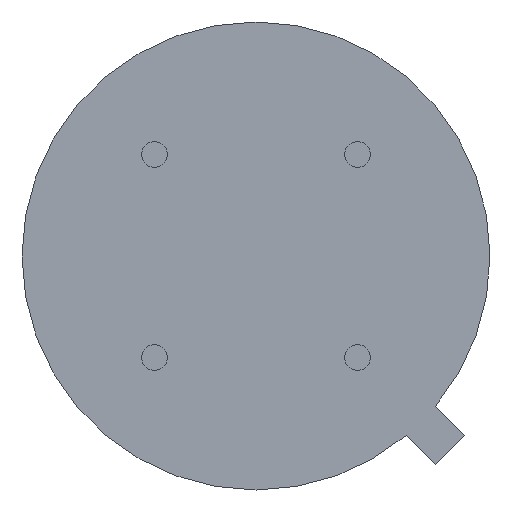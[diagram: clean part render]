
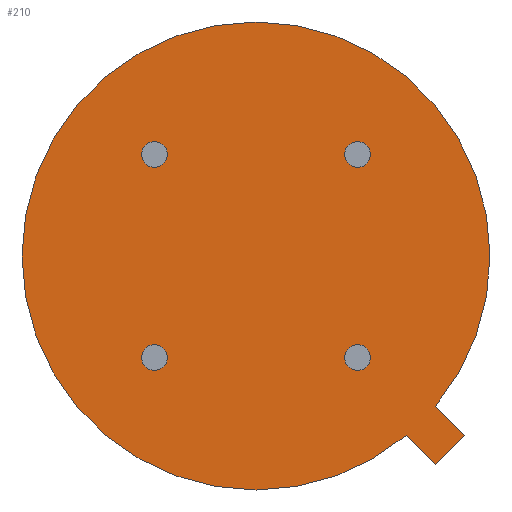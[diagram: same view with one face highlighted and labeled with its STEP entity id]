
A CAD part, front view. The second image highlights one B-rep face of the part: STEP entity #210.
In plain terms, the highlighted planar face has unit normal (0, -1, 0).
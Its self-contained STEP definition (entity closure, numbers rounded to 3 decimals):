
#1 = EDGE_CURVE ( 'NONE', #775, #778, #433, .T. ) ;
#2 = ORIENTED_EDGE ( 'NONE', *, *, #162, .F. ) ;
#3 = ORIENTED_EDGE ( 'NONE', *, *, #1, .T. ) ;
#7 = ORIENTED_EDGE ( 'NONE', *, *, #11, .T. ) ;
#11 = EDGE_CURVE ( 'NONE', #778, #352, #436, .T. ) ;
#65 = ORIENTED_EDGE ( 'NONE', *, *, #181, .T. ) ;
#93 = ORIENTED_EDGE ( 'NONE', *, *, #351, .T. ) ;
#118 = VERTEX_POINT ( 'NONE', #799 ) ;
#122 = EDGE_CURVE ( 'NONE', #180, #118, #815, .T. ) ;
#148 = VERTEX_POINT ( 'NONE', #928 ) ;
#156 = VERTEX_POINT ( 'NONE', #975 ) ;
#161 = VERTEX_POINT ( 'NONE', #1023 ) ;
#162 = EDGE_CURVE ( 'NONE', #156, #161, #1025, .T. ) ;
#166 = VERTEX_POINT ( 'NONE', #1008 ) ;
#171 = VERTEX_POINT ( 'NONE', #999 ) ;
#177 = EDGE_CURVE ( 'NONE', #166, #171, #1072, .T. ) ;
#180 = VERTEX_POINT ( 'NONE', #1039 ) ;
#181 = EDGE_CURVE ( 'NONE', #148, #245, #1073, .T. ) ;
#183 = ORIENTED_EDGE ( 'NONE', *, *, #205, .F. ) ;
#192 = EDGE_CURVE ( 'NONE', #195, #277, #1093, .T. ) ;
#195 = VERTEX_POINT ( 'NONE', #1078 ) ;
#200 = ORIENTED_EDGE ( 'NONE', *, *, #202, .F. ) ;
#201 = EDGE_LOOP ( 'NONE', ( #203, #65, #93, #3, #7, #291 ) ) ;
#202 = EDGE_CURVE ( 'NONE', #171, #166, #1088, .T. ) ;
#203 = ORIENTED_EDGE ( 'NONE', *, *, #234, .T. ) ;
#204 = ORIENTED_EDGE ( 'NONE', *, *, #177, .F. ) ;
#205 = EDGE_CURVE ( 'NONE', #277, #195, #1126, .T. ) ;
#206 = EDGE_LOOP ( 'NONE', ( #183, #207 ) ) ;
#207 = ORIENTED_EDGE ( 'NONE', *, *, #192, .F. ) ;
#210 = ADVANCED_FACE ( 'NONE', ( #1135, #1127, #1142, #1120, #1129 ), #1118, .F. ) ;
#217 = VERTEX_POINT ( 'NONE', #1180 ) ;
#234 = EDGE_CURVE ( 'NONE', #217, #148, #1245, .T. ) ;
#245 = VERTEX_POINT ( 'NONE', #1249 ) ;
#265 = EDGE_LOOP ( 'NONE', ( #200, #204 ) ) ;
#277 = VERTEX_POINT ( 'NONE', #1340 ) ;
#290 = ORIENTED_EDGE ( 'NONE', *, *, #383, .F. ) ;
#291 = ORIENTED_EDGE ( 'NONE', *, *, #292, .T. ) ;
#292 = EDGE_CURVE ( 'NONE', #352, #217, #1393, .T. ) ;
#293 = EDGE_CURVE ( 'NONE', #118, #180, #1358, .T. ) ;
#294 = EDGE_LOOP ( 'NONE', ( #295, #382 ) ) ;
#295 = ORIENTED_EDGE ( 'NONE', *, *, #293, .F. ) ;
#351 = EDGE_CURVE ( 'NONE', #245, #775, #1584, .T. ) ;
#352 = VERTEX_POINT ( 'NONE', #1616 ) ;
#379 = EDGE_LOOP ( 'NONE', ( #290, #2 ) ) ;
#382 = ORIENTED_EDGE ( 'NONE', *, *, #122, .F. ) ;
#383 = EDGE_CURVE ( 'NONE', #161, #156, #1720, .T. ) ;
#418 = DIRECTION ( 'NONE',  ( 0.707, 0., 0.707 ) ) ;
#419 = VECTOR ( 'NONE', #418, 1000. ) ;
#420 = CARTESIAN_POINT ( 'NONE',  ( 4.064, 0., -3.491 ) ) ;
#430 = DIRECTION ( 'NONE',  ( 0.707, 0., -0.707 ) ) ;
#431 = VECTOR ( 'NONE', #430, 1000. ) ;
#432 = CARTESIAN_POINT ( 'NONE',  ( 2.918, 0., -3.491 ) ) ;
#433 = LINE ( 'NONE', #432, #431 ) ;
#436 = LINE ( 'NONE', #420, #419 ) ;
#775 = VERTEX_POINT ( 'NONE', #1949 ) ;
#778 = VERTEX_POINT ( 'NONE', #1983 ) ;
#799 = CARTESIAN_POINT ( 'NONE',  ( 1.976, 0., -1.726 ) ) ;
#806 = AXIS2_PLACEMENT_3D ( 'NONE', #819, #858, #857 ) ;
#815 = CIRCLE ( 'NONE', #806, 0.25 ) ;
#819 = CARTESIAN_POINT ( 'NONE',  ( 1.976, 0., -1.976 ) ) ;
#857 = DIRECTION ( 'NONE',  ( 0., 0., 1. ) ) ;
#858 = DIRECTION ( 'NONE',  ( 0., -1., 0. ) ) ;
#928 = CARTESIAN_POINT ( 'NONE',  ( 0., 0., 4.55 ) ) ;
#975 = CARTESIAN_POINT ( 'NONE',  ( 1.976, 0., 1.726 ) ) ;
#999 = CARTESIAN_POINT ( 'NONE',  ( -1.976, 0., 2.226 ) ) ;
#1008 = CARTESIAN_POINT ( 'NONE',  ( -1.976, 0., 1.726 ) ) ;
#1011 = DIRECTION ( 'NONE',  ( 0., 0., 1. ) ) ;
#1012 = DIRECTION ( 'NONE',  ( 0., -1., 0. ) ) ;
#1013 = CARTESIAN_POINT ( 'NONE',  ( 1.976, 0., 1.976 ) ) ;
#1023 = CARTESIAN_POINT ( 'NONE',  ( 1.976, 0., 2.226 ) ) ;
#1024 = AXIS2_PLACEMENT_3D ( 'NONE', #1013, #1012, #1011 ) ;
#1025 = CIRCLE ( 'NONE', #1024, 0.25 ) ;
#1039 = CARTESIAN_POINT ( 'NONE',  ( 1.976, 0., -2.226 ) ) ;
#1060 = DIRECTION ( 'NONE',  ( 0., 0., -1. ) ) ;
#1061 = DIRECTION ( 'NONE',  ( 0., -1., 0. ) ) ;
#1062 = CARTESIAN_POINT ( 'NONE',  ( 0., 0., 0. ) ) ;
#1067 = AXIS2_PLACEMENT_3D ( 'NONE', #1062, #1061, #1060 ) ;
#1068 = DIRECTION ( 'NONE',  ( 0., 0., 1. ) ) ;
#1069 = DIRECTION ( 'NONE',  ( 0., -1., 0. ) ) ;
#1070 = CARTESIAN_POINT ( 'NONE',  ( -1.976, 0., 1.976 ) ) ;
#1071 = AXIS2_PLACEMENT_3D ( 'NONE', #1070, #1069, #1068 ) ;
#1072 = CIRCLE ( 'NONE', #1071, 0.25 ) ;
#1073 = CIRCLE ( 'NONE', #1067, 4.55 ) ;
#1078 = CARTESIAN_POINT ( 'NONE',  ( -1.976, 0., -2.226 ) ) ;
#1088 = CIRCLE ( 'NONE', #1140, 0.25 ) ;
#1089 = DIRECTION ( 'NONE',  ( 0., 0., 1. ) ) ;
#1090 = DIRECTION ( 'NONE',  ( 0., -1., 0. ) ) ;
#1091 = CARTESIAN_POINT ( 'NONE',  ( -1.976, 0., -1.976 ) ) ;
#1092 = AXIS2_PLACEMENT_3D ( 'NONE', #1091, #1090, #1089 ) ;
#1093 = CIRCLE ( 'NONE', #1092, 0.25 ) ;
#1118 = PLANE ( 'NONE',  #1158 ) ;
#1120 = FACE_BOUND ( 'NONE', #294, .T. ) ;
#1122 = DIRECTION ( 'NONE',  ( 0., 0., 1. ) ) ;
#1123 = DIRECTION ( 'NONE',  ( 0., -1., 0. ) ) ;
#1124 = CARTESIAN_POINT ( 'NONE',  ( -1.976, 0., -1.976 ) ) ;
#1125 = AXIS2_PLACEMENT_3D ( 'NONE', #1124, #1123, #1122 ) ;
#1126 = CIRCLE ( 'NONE', #1125, 0.25 ) ;
#1127 = FACE_BOUND ( 'NONE', #206, .T. ) ;
#1129 = FACE_BOUND ( 'NONE', #379, .T. ) ;
#1130 = DIRECTION ( 'NONE',  ( 0., 0., 1. ) ) ;
#1131 = DIRECTION ( 'NONE',  ( 0., -1., 0. ) ) ;
#1132 = CARTESIAN_POINT ( 'NONE',  ( -1.976, 0., 1.976 ) ) ;
#1135 = FACE_BOUND ( 'NONE', #265, .T. ) ;
#1140 = AXIS2_PLACEMENT_3D ( 'NONE', #1132, #1131, #1130 ) ;
#1142 = FACE_OUTER_BOUND ( 'NONE', #201, .T. ) ;
#1155 = DIRECTION ( 'NONE',  ( 0., 0., 1. ) ) ;
#1156 = DIRECTION ( 'NONE',  ( 0., 1., 0. ) ) ;
#1157 = CARTESIAN_POINT ( 'NONE',  ( 4.55, 0., 0. ) ) ;
#1158 = AXIS2_PLACEMENT_3D ( 'NONE', #1157, #1156, #1155 ) ;
#1180 = CARTESIAN_POINT ( 'NONE',  ( 3.491, 0., -2.918 ) ) ;
#1240 = DIRECTION ( 'NONE',  ( 0., 0., -1. ) ) ;
#1241 = DIRECTION ( 'NONE',  ( 0., -1., 0. ) ) ;
#1242 = CARTESIAN_POINT ( 'NONE',  ( 0., 0., 0. ) ) ;
#1243 = AXIS2_PLACEMENT_3D ( 'NONE', #1242, #1241, #1240 ) ;
#1245 = CIRCLE ( 'NONE', #1243, 4.55 ) ;
#1249 = CARTESIAN_POINT ( 'NONE',  ( 0., 0., -4.55 ) ) ;
#1340 = CARTESIAN_POINT ( 'NONE',  ( -1.976, 0., -1.726 ) ) ;
#1358 = CIRCLE ( 'NONE', #1359, 0.25 ) ;
#1359 = AXIS2_PLACEMENT_3D ( 'NONE', #1379, #1378, #1377 ) ;
#1377 = DIRECTION ( 'NONE',  ( 0., 0., 1. ) ) ;
#1378 = DIRECTION ( 'NONE',  ( 0., -1., 0. ) ) ;
#1379 = CARTESIAN_POINT ( 'NONE',  ( 1.976, 0., -1.976 ) ) ;
#1386 = DIRECTION ( 'NONE',  ( -0.707, 0., 0.707 ) ) ;
#1387 = VECTOR ( 'NONE', #1386, 1000. ) ;
#1392 = CARTESIAN_POINT ( 'NONE',  ( 3.491, 0., -2.918 ) ) ;
#1393 = LINE ( 'NONE', #1392, #1387 ) ;
#1584 = CIRCLE ( 'NONE', #1615, 4.55 ) ;
#1612 = DIRECTION ( 'NONE',  ( 0., 0., -1. ) ) ;
#1613 = DIRECTION ( 'NONE',  ( 0., -1., 0. ) ) ;
#1614 = CARTESIAN_POINT ( 'NONE',  ( 0., 0., 0. ) ) ;
#1615 = AXIS2_PLACEMENT_3D ( 'NONE', #1614, #1613, #1612 ) ;
#1616 = CARTESIAN_POINT ( 'NONE',  ( 4.064, 0., -3.491 ) ) ;
#1687 = AXIS2_PLACEMENT_3D ( 'NONE', #1712, #1711, #1710 ) ;
#1710 = DIRECTION ( 'NONE',  ( 0., 0., 1. ) ) ;
#1711 = DIRECTION ( 'NONE',  ( 0., -1., 0. ) ) ;
#1712 = CARTESIAN_POINT ( 'NONE',  ( 1.976, 0., 1.976 ) ) ;
#1720 = CIRCLE ( 'NONE', #1687, 0.25 ) ;
#1949 = CARTESIAN_POINT ( 'NONE',  ( 2.918, 0., -3.491 ) ) ;
#1983 = CARTESIAN_POINT ( 'NONE',  ( 3.491, 0., -4.064 ) ) ;
